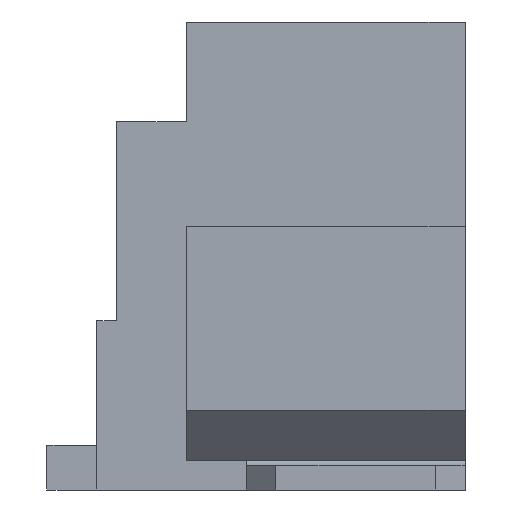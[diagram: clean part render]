
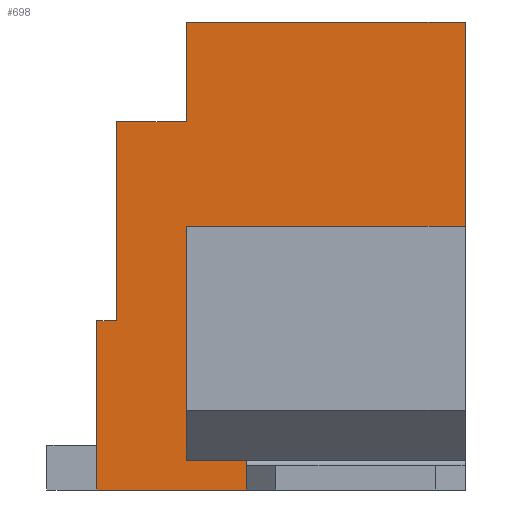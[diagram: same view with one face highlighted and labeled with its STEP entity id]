
A CAD part, left-side view. The second image highlights one B-rep face of the part: STEP entity #698.
In plain terms, the highlighted planar face has unit normal (-1, 0, 0).
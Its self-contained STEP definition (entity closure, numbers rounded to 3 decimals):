
#32 = VERTEX_POINT('',#33);
#33 = CARTESIAN_POINT('',(-3.375,0.2,4.7));
#39 = EDGE_CURVE('',#32,#40,#42,.T.);
#40 = VERTEX_POINT('',#41);
#41 = CARTESIAN_POINT('',(-3.375,-2.6,4.7));
#42 = LINE('',#43,#44);
#43 = CARTESIAN_POINT('',(-3.375,1.1,4.7));
#44 = VECTOR('',#45,1.);
#45 = DIRECTION('',(0.,-1.,0.));
#183 = VERTEX_POINT('',#184);
#184 = CARTESIAN_POINT('',(-3.375,-2.6,0.35));
#190 = EDGE_CURVE('',#183,#191,#193,.T.);
#191 = VERTEX_POINT('',#192);
#192 = CARTESIAN_POINT('',(-3.375,-2.6,0.));
#193 = LINE('',#194,#195);
#194 = CARTESIAN_POINT('',(-3.375,-2.6,1.6));
#195 = VECTOR('',#196,1.);
#196 = DIRECTION('',(0.,0.,-1.));
#607 = EDGE_CURVE('',#608,#40,#610,.T.);
#608 = VERTEX_POINT('',#609);
#609 = CARTESIAN_POINT('',(-3.375,-2.6,2.65));
#610 = LINE('',#611,#612);
#611 = CARTESIAN_POINT('',(-3.375,-2.6,0.));
#612 = VECTOR('',#613,1.);
#613 = DIRECTION('',(0.,0.,1.));
#698 = ADVANCED_FACE('',(#699),#788,.T.);
#699 = FACE_BOUND('',#700,.T.);
#700 = EDGE_LOOP('',(#701,#711,#717,#718,#726,#734,#742,#750,#756,#757,
#758,#766,#774,#782));
#701 = ORIENTED_EDGE('',*,*,#702,.F.);
#702 = EDGE_CURVE('',#703,#705,#707,.T.);
#703 = VERTEX_POINT('',#704);
#704 = CARTESIAN_POINT('',(-3.375,1.1,0.));
#705 = VERTEX_POINT('',#706);
#706 = CARTESIAN_POINT('',(-3.375,1.1,1.7));
#707 = LINE('',#708,#709);
#708 = CARTESIAN_POINT('',(-3.375,1.1,0.));
#709 = VECTOR('',#710,1.);
#710 = DIRECTION('',(0.,0.,1.));
#711 = ORIENTED_EDGE('',*,*,#712,.T.);
#712 = EDGE_CURVE('',#703,#191,#713,.T.);
#713 = LINE('',#714,#715);
#714 = CARTESIAN_POINT('',(-3.375,1.1,0.));
#715 = VECTOR('',#716,1.);
#716 = DIRECTION('',(0.,-1.,0.));
#717 = ORIENTED_EDGE('',*,*,#190,.F.);
#718 = ORIENTED_EDGE('',*,*,#719,.F.);
#719 = EDGE_CURVE('',#720,#183,#722,.T.);
#720 = VERTEX_POINT('',#721);
#721 = CARTESIAN_POINT('',(-3.375,-0.4,0.35));
#722 = LINE('',#723,#724);
#723 = CARTESIAN_POINT('',(-3.375,-0.4,0.35));
#724 = VECTOR('',#725,1.);
#725 = DIRECTION('',(0.,-1.,0.));
#726 = ORIENTED_EDGE('',*,*,#727,.T.);
#727 = EDGE_CURVE('',#720,#728,#730,.T.);
#728 = VERTEX_POINT('',#729);
#729 = CARTESIAN_POINT('',(-3.375,-0.4,0.3));
#730 = LINE('',#731,#732);
#731 = CARTESIAN_POINT('',(-3.375,-0.4,1.6));
#732 = VECTOR('',#733,1.);
#733 = DIRECTION('',(0.,0.,-1.));
#734 = ORIENTED_EDGE('',*,*,#735,.T.);
#735 = EDGE_CURVE('',#728,#736,#738,.T.);
#736 = VERTEX_POINT('',#737);
#737 = CARTESIAN_POINT('',(-3.375,0.2,0.3));
#738 = LINE('',#739,#740);
#739 = CARTESIAN_POINT('',(-3.375,-2.6,0.3));
#740 = VECTOR('',#741,1.);
#741 = DIRECTION('',(0.,1.,0.));
#742 = ORIENTED_EDGE('',*,*,#743,.F.);
#743 = EDGE_CURVE('',#744,#736,#746,.T.);
#744 = VERTEX_POINT('',#745);
#745 = CARTESIAN_POINT('',(-3.375,0.2,2.65));
#746 = LINE('',#747,#748);
#747 = CARTESIAN_POINT('',(-3.375,0.2,2.65));
#748 = VECTOR('',#749,1.);
#749 = DIRECTION('',(0.,0.,-1.));
#750 = ORIENTED_EDGE('',*,*,#751,.F.);
#751 = EDGE_CURVE('',#608,#744,#752,.T.);
#752 = LINE('',#753,#754);
#753 = CARTESIAN_POINT('',(-3.375,-2.6,2.65));
#754 = VECTOR('',#755,1.);
#755 = DIRECTION('',(0.,1.,0.));
#756 = ORIENTED_EDGE('',*,*,#607,.T.);
#757 = ORIENTED_EDGE('',*,*,#39,.F.);
#758 = ORIENTED_EDGE('',*,*,#759,.T.);
#759 = EDGE_CURVE('',#32,#760,#762,.T.);
#760 = VERTEX_POINT('',#761);
#761 = CARTESIAN_POINT('',(-3.375,0.2,3.7));
#762 = LINE('',#763,#764);
#763 = CARTESIAN_POINT('',(-3.375,0.2,4.7));
#764 = VECTOR('',#765,1.);
#765 = DIRECTION('',(-0.,-0.,-1.));
#766 = ORIENTED_EDGE('',*,*,#767,.F.);
#767 = EDGE_CURVE('',#768,#760,#770,.T.);
#768 = VERTEX_POINT('',#769);
#769 = CARTESIAN_POINT('',(-3.375,0.9,3.7));
#770 = LINE('',#771,#772);
#771 = CARTESIAN_POINT('',(-3.375,0.9,3.7));
#772 = VECTOR('',#773,1.);
#773 = DIRECTION('',(0.,-1.,0.));
#774 = ORIENTED_EDGE('',*,*,#775,.T.);
#775 = EDGE_CURVE('',#768,#776,#778,.T.);
#776 = VERTEX_POINT('',#777);
#777 = CARTESIAN_POINT('',(-3.375,0.9,1.7));
#778 = LINE('',#779,#780);
#779 = CARTESIAN_POINT('',(-3.375,0.9,4.7));
#780 = VECTOR('',#781,1.);
#781 = DIRECTION('',(-0.,-0.,-1.));
#782 = ORIENTED_EDGE('',*,*,#783,.F.);
#783 = EDGE_CURVE('',#705,#776,#784,.T.);
#784 = LINE('',#785,#786);
#785 = CARTESIAN_POINT('',(-3.375,1.1,1.7));
#786 = VECTOR('',#787,1.);
#787 = DIRECTION('',(0.,-1.,0.));
#788 = PLANE('',#789);
#789 = AXIS2_PLACEMENT_3D('',#790,#791,#792);
#790 = CARTESIAN_POINT('',(-3.375,-0.718,2.071));
#791 = DIRECTION('',(-1.,0.,0.));
#792 = DIRECTION('',(0.,0.,-1.));
